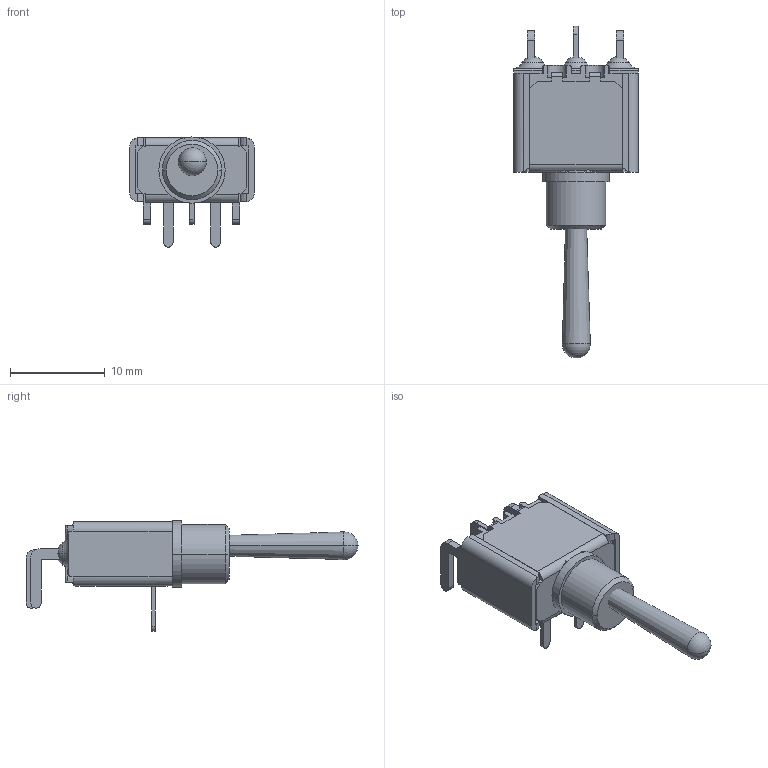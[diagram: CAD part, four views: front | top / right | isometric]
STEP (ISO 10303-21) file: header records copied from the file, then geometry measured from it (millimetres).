
FILE_DESCRIPTION((''),'2;1');
FILE_NAME('5232WCDB','2014-12-15T',('brevel'),(''),'PRO/ENGINEER BY PARAMETRIC TECHNOLOGY CORPORATION, 2013410','PRO/ENGINEER BY PARAMETRIC TECHNOLOGY CORPORATION, 2013410','');
FILE_SCHEMA(('CONFIG_CONTROL_DESIGN'));
Length unit declared in the file: millimetre
Products named in the file (1): 5232WCDB
Bounding box: 13.2 x 35.08 x 11.64 mm (x, y, z)
Surface area: 2033.5 mm2 (no closed solid volume)
Topology: 0 solids, 15 shells, 329 faces, 951 edges, 614 vertices
Faces by surface type: plane 214, cylinder 77, torus 14, bspline 10, sphere 8, cone 6
Entity records: 11136 total; most frequent: CARTESIAN_POINT 2578, ORIENTED_EDGE 1756, DIRECTION 1733, EDGE_CURVE 943, VECTOR 663, LINE 663, VERTEX_POINT 614, AXIS2_PLACEMENT_3D 535
